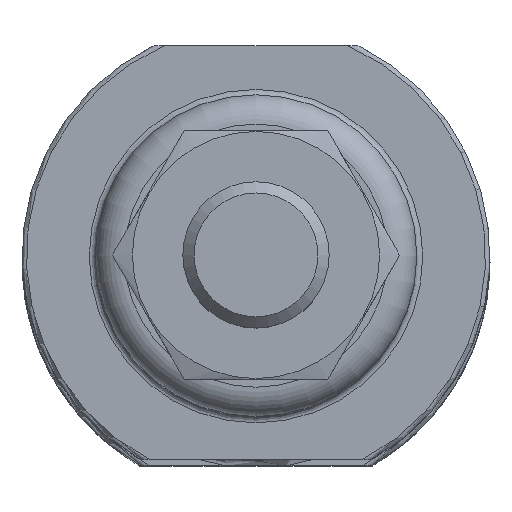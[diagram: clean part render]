
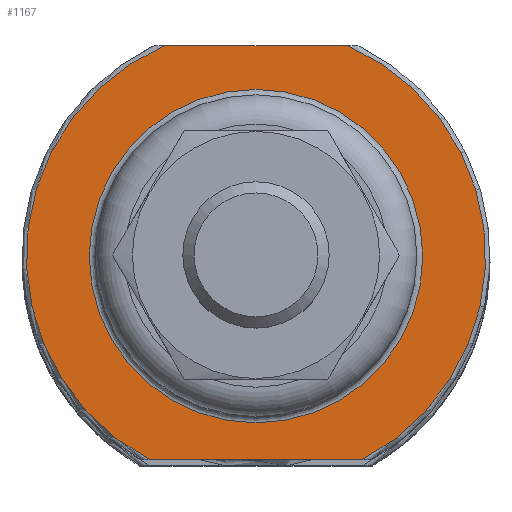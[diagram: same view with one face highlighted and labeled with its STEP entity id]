
A CAD part, top view. The second image highlights one B-rep face of the part: STEP entity #1167.
In plain terms, the highlighted planar face has unit normal (0, 0, 1).
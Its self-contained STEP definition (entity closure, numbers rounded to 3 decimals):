
#50=PLANE('',#1301);
#93=LINE('',#1946,#135);
#94=LINE('',#1950,#136);
#135=VECTOR('',#1493,1000.);
#136=VECTOR('',#1496,1000.);
#272=ORIENTED_EDGE('',*,*,#582,.F.);
#273=ORIENTED_EDGE('',*,*,#583,.T.);
#274=ORIENTED_EDGE('',*,*,#584,.F.);
#275=ORIENTED_EDGE('',*,*,#585,.T.);
#276=ORIENTED_EDGE('',*,*,#586,.T.);
#582=EDGE_CURVE('',#734,#735,#835,.T.);
#583=EDGE_CURVE('',#734,#736,#93,.T.);
#584=EDGE_CURVE('',#737,#736,#836,.T.);
#585=EDGE_CURVE('',#737,#735,#94,.T.);
#586=EDGE_CURVE('',#738,#738,#837,.T.);
#734=VERTEX_POINT('',#1944);
#735=VERTEX_POINT('',#1945);
#736=VERTEX_POINT('',#1947);
#737=VERTEX_POINT('',#1949);
#738=VERTEX_POINT('',#1952);
#835=CIRCLE('',#1302,15.7);
#836=CIRCLE('',#1303,15.7);
#837=CIRCLE('',#1304,11.4);
#902=EDGE_LOOP('',(#272,#273,#274,#275));
#903=EDGE_LOOP('',(#276));
#1026=FACE_BOUND('',#902,.T.);
#1027=FACE_BOUND('',#903,.T.);
#1167=ADVANCED_FACE('',(#1026,#1027),#50,.F.);
#1301=AXIS2_PLACEMENT_3D('',#1942,#1489,#1490);
#1302=AXIS2_PLACEMENT_3D('',#1943,#1491,#1492);
#1303=AXIS2_PLACEMENT_3D('',#1948,#1494,#1495);
#1304=AXIS2_PLACEMENT_3D('',#1951,#1497,#1498);
#1489=DIRECTION('',(0.,0.,-1.));
#1490=DIRECTION('',(-1.,0.,0.));
#1491=DIRECTION('',(0.,0.,-1.));
#1492=DIRECTION('',(-1.,0.,0.));
#1493=DIRECTION('',(-1.,0.,0.));
#1494=DIRECTION('',(0.,0.,-1.));
#1495=DIRECTION('',(-1.,0.,0.));
#1496=DIRECTION('',(1.,0.,0.));
#1497=DIRECTION('',(0.,0.,-1.));
#1498=DIRECTION('',(-1.,0.,0.));
#1942=CARTESIAN_POINT('',(0.,0.,0.));
#1943=CARTESIAN_POINT('',(0.,0.,0.));
#1944=CARTESIAN_POINT('',(6.255,14.4,0.));
#1945=CARTESIAN_POINT('',(7.299,-13.9,0.));
#1946=CARTESIAN_POINT('',(17.,14.4,0.));
#1947=CARTESIAN_POINT('',(-6.255,14.4,0.));
#1948=CARTESIAN_POINT('',(0.,0.,0.));
#1949=CARTESIAN_POINT('',(-7.299,-13.9,0.));
#1950=CARTESIAN_POINT('',(-17.,-13.9,0.));
#1951=CARTESIAN_POINT('',(0.,0.,0.));
#1952=CARTESIAN_POINT('',(-11.4,0.,0.));
